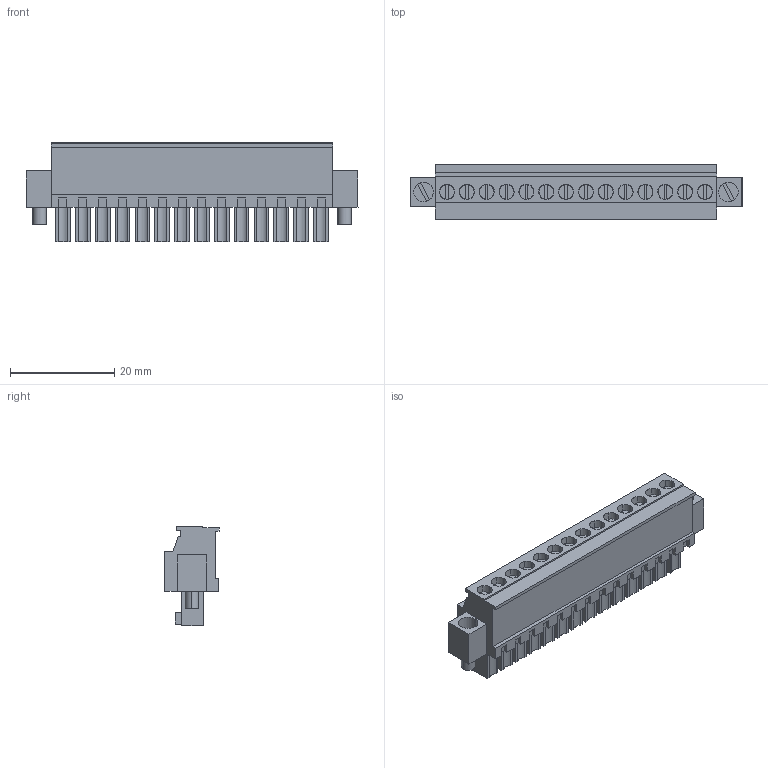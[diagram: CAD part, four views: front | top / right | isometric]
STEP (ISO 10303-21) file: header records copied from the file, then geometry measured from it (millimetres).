
FILE_DESCRIPTION(('CATIA V5 STEP Exchange','CAx-IF Rec.Pracs.--- Model Styling and Organization---1.2---2011-12-15'),'2;1');
FILE_NAME ('D1459664_0_1940100000_1940100000.stp','2017-04-11T10:06:21+00:00',('none'),('Weidmueller'),'CATIA Version 5-6 Release 2014','CATIA V5 STEP AP214','none');
FILE_SCHEMA(('AUTOMOTIVE_DESIGN { 1 0 10303 214 1 1 1 1 }'));
Length unit declared in the file: millimetre
Products named in the file (1): 1940100000
Bounding box: 63.73 x 10.45 x 19.1 mm (x, y, z)
Volume: 6903.6 mm3; surface area: 5810.8 mm2
Topology: 17 solids, 17 shells, 624 faces, 1568 edges, 1054 vertices
Faces by surface type: plane 492, cylinder 132
Entity records: 17362 total; most frequent: CARTESIAN_POINT 3383, ORIENTED_EDGE 3136, DIRECTION 2269, EDGE_CURVE 1568, VECTOR 1240, LINE 1240, VERTEX_POINT 1054, EDGE_LOOP 704
